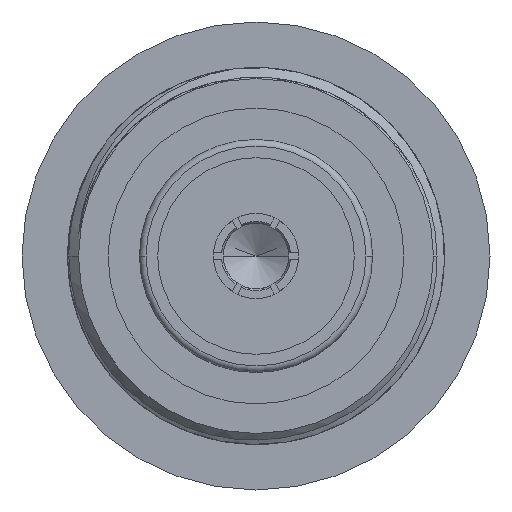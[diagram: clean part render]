
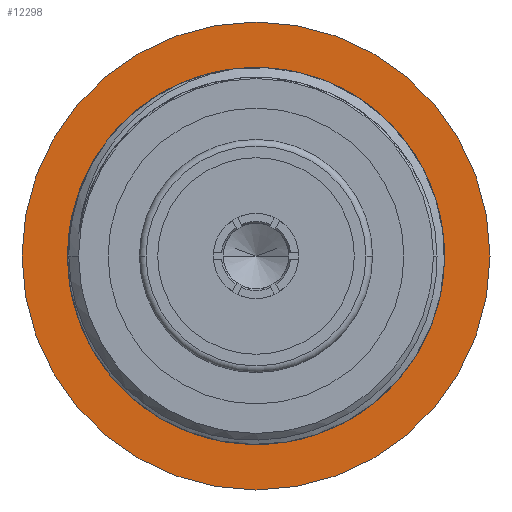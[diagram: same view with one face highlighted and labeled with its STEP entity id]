
A CAD part, left-side view. The second image highlights one B-rep face of the part: STEP entity #12298.
In plain terms, the highlighted planar face has unit normal (-1, 0, 0).
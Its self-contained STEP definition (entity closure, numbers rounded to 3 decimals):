
#2912=CARTESIAN_POINT('',(-25.7,0.,0.));
#2913=DIRECTION('',(-1.,0.,0.));
#2914=DIRECTION('',(0.,1.,0.));
#2915=AXIS2_PLACEMENT_3D('',#2912,#2913,#2914);
#2917=CARTESIAN_POINT('',(-25.7,0.,0.));
#2918=DIRECTION('',(1.,0.,0.));
#2919=DIRECTION('',(0.,1.,0.));
#2920=AXIS2_PLACEMENT_3D('',#2917,#2918,#2919);
#2922=CARTESIAN_POINT('',(-25.7,0.,0.));
#2923=DIRECTION('',(1.,0.,0.));
#2924=DIRECTION('',(0.,1.,0.));
#2925=AXIS2_PLACEMENT_3D('',#2922,#2923,#2924);
#2932=CARTESIAN_POINT('',(-25.7,0.,0.));
#2933=DIRECTION('',(1.,0.,0.));
#2934=DIRECTION('',(0.,-1.,0.));
#2935=AXIS2_PLACEMENT_3D('',#2932,#2933,#2934);
#7696=CARTESIAN_POINT('',(-25.7,18.,0.));
#7698=VERTEX_POINT('',#7696);
#7700=CARTESIAN_POINT('',(-25.7,-18.,0.));
#7702=VERTEX_POINT('',#7700);
#7703=CARTESIAN_POINT('',(-25.7,13.653,0.));
#7704=CARTESIAN_POINT('',(-25.7,-13.653,0.));
#7705=VERTEX_POINT('',#7703);
#7706=VERTEX_POINT('',#7704);
#12283=CARTESIAN_POINT('',(-25.7,0.,0.));
#12284=DIRECTION('',(1.,0.,0.));
#12285=DIRECTION('',(0.,-1.,0.));
#12286=AXIS2_PLACEMENT_3D('',#12283,#12284,#12285);
#12287=PLANE('',#12286);
#12288=ORIENTED_EDGE('',*,*,#12276,.F.);
#12289=ORIENTED_EDGE('',*,*,#12265,.T.);
#12290=EDGE_LOOP('',(#12288,#12289));
#12291=FACE_OUTER_BOUND('',#12290,.F.);
#12293=ORIENTED_EDGE('',*,*,#12292,.F.);
#12295=ORIENTED_EDGE('',*,*,#12294,.F.);
#12296=EDGE_LOOP('',(#12293,#12295));
#12297=FACE_BOUND('',#12296,.F.);
#12298=ADVANCED_FACE('',(#12291,#12297),#12287,.F.);
#2916=CIRCLE('',#2915,18.);
#2921=CIRCLE('',#2920,18.);
#2926=CIRCLE('',#2925,13.653);
#2936=CIRCLE('',#2935,13.653);
#12265=EDGE_CURVE('',#7698,#7702,#2921,.T.);
#12276=EDGE_CURVE('',#7698,#7702,#2916,.T.);
#12292=EDGE_CURVE('',#7705,#7706,#2926,.T.);
#12294=EDGE_CURVE('',#7706,#7705,#2936,.T.);
